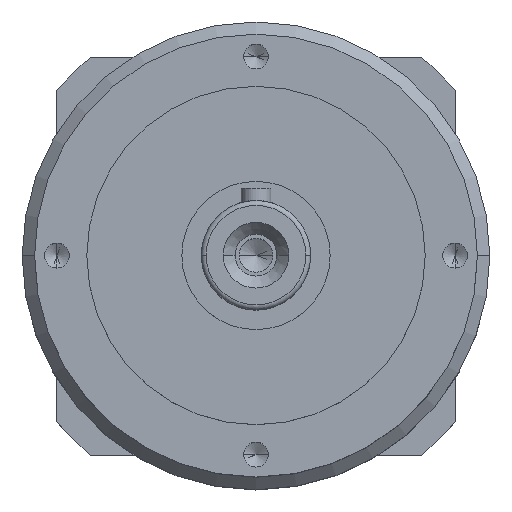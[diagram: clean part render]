
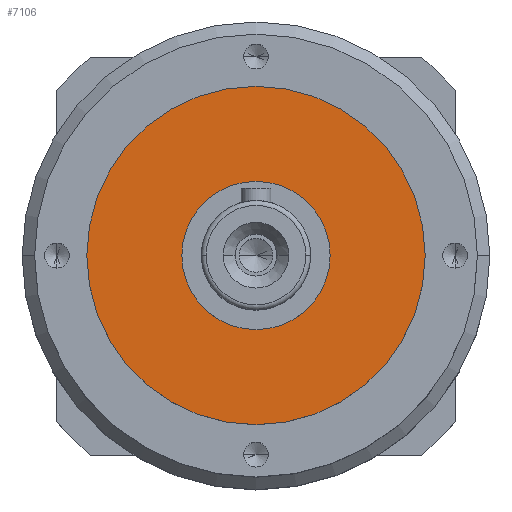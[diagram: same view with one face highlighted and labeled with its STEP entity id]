
A CAD part, top view. The second image highlights one B-rep face of the part: STEP entity #7106.
In plain terms, the highlighted planar face has unit normal (0, 0, 1).
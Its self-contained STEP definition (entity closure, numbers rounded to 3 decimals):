
#130 = CARTESIAN_POINT ( 'NONE',  ( 14.9, 0., 60. ) ) ;
#360 = CIRCLE ( 'NONE', #6808, 14.9 ) ;
#1179 = AXIS2_PLACEMENT_3D ( 'NONE', #7528, #5658, #1868 ) ;
#1261 = PLANE ( 'NONE',  #1179 ) ;
#1587 = AXIS2_PLACEMENT_3D ( 'NONE', #6307, #2534, #6941 ) ;
#1868 = DIRECTION ( 'NONE',  ( 1., 0., 0. ) ) ;
#2071 = VERTEX_POINT ( 'NONE', #5298 ) ;
#2534 = DIRECTION ( 'NONE',  ( 0., 0., 1. ) ) ;
#2670 = CIRCLE ( 'NONE', #1587, 34. ) ;
#2956 = ORIENTED_EDGE ( 'NONE', *, *, #5775, .F. ) ;
#3038 = FACE_BOUND ( 'NONE', #7953, .T. ) ;
#3302 = DIRECTION ( 'NONE',  ( 0., 0., 1. ) ) ;
#3315 = DIRECTION ( 'NONE',  ( 0., 0., 1. ) ) ;
#3367 = CARTESIAN_POINT ( 'NONE',  ( 0., 0., 60. ) ) ;
#3743 = ORIENTED_EDGE ( 'NONE', *, *, #7312, .T. ) ;
#3799 = EDGE_CURVE ( 'NONE', #5055, #6354, #360, .T. ) ;
#3993 = DIRECTION ( 'NONE',  ( 1., 0., 0. ) ) ;
#5028 = CIRCLE ( 'NONE', #7522, 34. ) ;
#5055 = VERTEX_POINT ( 'NONE', #130 ) ;
#5160 = ORIENTED_EDGE ( 'NONE', *, *, #3799, .F. ) ;
#5298 = CARTESIAN_POINT ( 'NONE',  ( -34., 0., 60. ) ) ;
#5658 = DIRECTION ( 'NONE',  ( 0., 0., 1. ) ) ;
#5775 = EDGE_CURVE ( 'NONE', #6354, #5055, #7758, .T. ) ;
#5815 = CARTESIAN_POINT ( 'NONE',  ( 34., 0., 60. ) ) ;
#6307 = CARTESIAN_POINT ( 'NONE',  ( 0., 0., 60. ) ) ;
#6354 = VERTEX_POINT ( 'NONE', #6460 ) ;
#6406 = FACE_OUTER_BOUND ( 'NONE', #7661, .T. ) ;
#6460 = CARTESIAN_POINT ( 'NONE',  ( -14.9, 0., 60. ) ) ;
#6808 = AXIS2_PLACEMENT_3D ( 'NONE', #3367, #7841, #3993 ) ;
#6941 = DIRECTION ( 'NONE',  ( 1., 0., 0. ) ) ;
#7018 = ORIENTED_EDGE ( 'NONE', *, *, #7153, .T. ) ;
#7106 = ADVANCED_FACE ( 'NONE', ( #3038, #6406 ), #1261, .T. ) ;
#7115 = CARTESIAN_POINT ( 'NONE',  ( 0., 0., 60. ) ) ;
#7128 = CARTESIAN_POINT ( 'NONE',  ( 0., 0., 60. ) ) ;
#7153 = EDGE_CURVE ( 'NONE', #2071, #7283, #2670, .T. ) ;
#7283 = VERTEX_POINT ( 'NONE', #5815 ) ;
#7312 = EDGE_CURVE ( 'NONE', #7283, #2071, #5028, .T. ) ;
#7336 = AXIS2_PLACEMENT_3D ( 'NONE', #7128, #3315, #7789 ) ;
#7522 = AXIS2_PLACEMENT_3D ( 'NONE', #7115, #3302, #7775 ) ;
#7528 = CARTESIAN_POINT ( 'NONE',  ( 0., 0., 60. ) ) ;
#7661 = EDGE_LOOP ( 'NONE', ( #7018, #3743 ) ) ;
#7758 = CIRCLE ( 'NONE', #7336, 14.9 ) ;
#7775 = DIRECTION ( 'NONE',  ( 1., 0., 0. ) ) ;
#7789 = DIRECTION ( 'NONE',  ( 1., 0., 0. ) ) ;
#7841 = DIRECTION ( 'NONE',  ( 0., 0., 1. ) ) ;
#7953 = EDGE_LOOP ( 'NONE', ( #2956, #5160 ) ) ;
